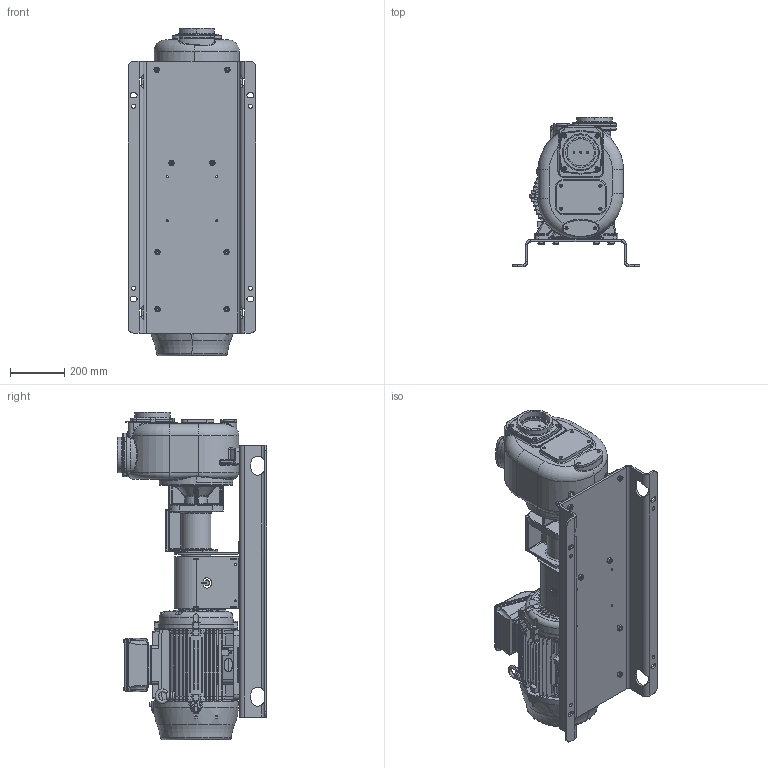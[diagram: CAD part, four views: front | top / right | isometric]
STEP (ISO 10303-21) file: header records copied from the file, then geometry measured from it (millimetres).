
FILE_DESCRIPTION((''),'2;1');
FILE_NAME('S100_BIT','2017-11-16T14:30:41',('Nicola'),(''),'CREO PARAMETRIC BY PTC INC, 2017110','CREO PARAMETRIC BY PTC INC, 2017110','');
FILE_SCHEMA(('CONFIG_CONTROL_DESIGN'));
Products named in the file (1): S100_BIT
Bounding box: 470 x 550 x 1206.85 mm (x, y, z)
Volume: 51088688 mm3; surface area: 4567754.2 mm2
Topology: 2 solids, 2 shells, 4430 faces, 11646 edges, 7254 vertices
Faces by surface type: cylinder 1662, plane 1490, bspline 500, cone 455, torus 212, sphere 79, extrusion 20, revolution 12
Entity records: 236305 total; most frequent: CARTESIAN_POINT 130428, ORIENTED_EDGE 23136, DIRECTION 21200, EDGE_CURVE 11568, AXIS2_PLACEMENT_3D 8199, VERTEX_POINT 7254, VECTOR 4790, EDGE_LOOP 4776
